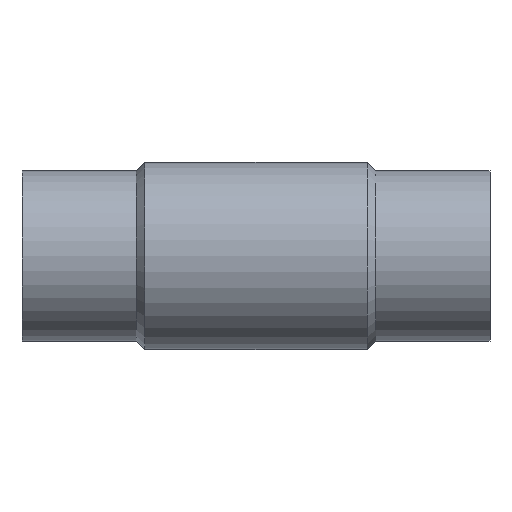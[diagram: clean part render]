
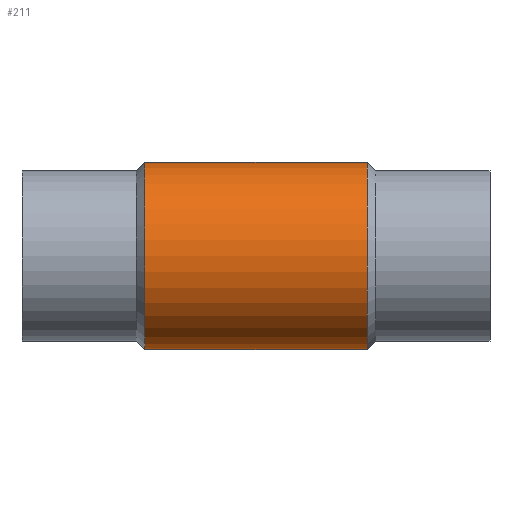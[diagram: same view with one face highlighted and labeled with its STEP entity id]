
A CAD part, top view. The second image highlights one B-rep face of the part: STEP entity #211.
In plain terms, the highlighted cylindrical face has radius 110 mm (diameter 220 mm), a full revolution.
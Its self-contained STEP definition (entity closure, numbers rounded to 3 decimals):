
#25=FACE_OUTER_BOUND('',#38,.T.);
#38=EDGE_LOOP('',(#149,#150,#151,#152,#153,#154,#155,#156,#157));
#56=B_SPLINE_CURVE_WITH_KNOTS('',3,(#416,#417,#418,#419,#420,#421,#422,
#423,#424,#425,#426,#427,#428,#429,#430,#431,#432,#433,#434,#435,#436,#437,
#438,#439,#440,#441,#442,#443,#444,#445,#446,#447,#448,#449),
 .UNSPECIFIED.,.F.,.F.,(4,2,2,2,2,2,2,2,2,2,2,2,2,2,2,2,4),(9.349,
10.515,11.681,12.847,14.014,15.185,
16.356,17.527,18.698,19.869,21.04,
22.211,23.382,24.549,25.715,26.881,
28.047),.UNSPECIFIED.);
#57=B_SPLINE_CURVE_WITH_KNOTS('',3,(#454,#455,#456,#457,#458,#459,#460,
#461,#462,#463,#464,#465,#466,#467,#468,#469,#470,#471),.UNSPECIFIED.,.F.,
 .F.,(4,2,2,2,2,2,2,2,4),(28.047,29.213,30.379,
31.545,32.712,33.883,35.054,36.225,
37.396),.UNSPECIFIED.);
#58=B_SPLINE_CURVE_WITH_KNOTS('',3,(#472,#473,#474,#475,#476,#477,#478,
#479,#480,#481,#482,#483,#484,#485,#486,#487,#488,#489),.UNSPECIFIED.,.F.,
 .F.,(4,2,2,2,2,2,2,2,4),(0.,1.171,2.342,3.513,
4.684,5.851,7.017,8.183,9.349),
 .UNSPECIFIED.);
#60=LINE('',#414,#72);
#61=LINE('',#451,#73);
#72=VECTOR('',#279,110.);
#73=VECTOR('',#280,110.);
#84=CIRCLE('',#246,110.);
#85=CIRCLE('',#247,110.);
#99=VERTEX_POINT('',#411);
#100=VERTEX_POINT('',#413);
#101=VERTEX_POINT('',#415);
#102=VERTEX_POINT('',#450);
#103=VERTEX_POINT('',#453);
#118=EDGE_CURVE('',#99,#99,#84,.T.);
#119=EDGE_CURVE('',#99,#100,#60,.T.);
#120=EDGE_CURVE('',#100,#101,#56,.T.);
#121=EDGE_CURVE('',#101,#102,#61,.T.);
#122=EDGE_CURVE('',#102,#102,#85,.T.);
#123=EDGE_CURVE('',#101,#103,#57,.T.);
#124=EDGE_CURVE('',#103,#100,#58,.T.);
#149=ORIENTED_EDGE('',*,*,#118,.F.);
#150=ORIENTED_EDGE('',*,*,#119,.T.);
#151=ORIENTED_EDGE('',*,*,#120,.T.);
#152=ORIENTED_EDGE('',*,*,#121,.T.);
#153=ORIENTED_EDGE('',*,*,#122,.T.);
#154=ORIENTED_EDGE('',*,*,#121,.F.);
#155=ORIENTED_EDGE('',*,*,#123,.T.);
#156=ORIENTED_EDGE('',*,*,#124,.T.);
#157=ORIENTED_EDGE('',*,*,#119,.F.);
#204=CYLINDRICAL_SURFACE('',#245,110.);
#211=ADVANCED_FACE('',(#25),#204,.T.);
#245=AXIS2_PLACEMENT_3D('',#410,#275,#276);
#246=AXIS2_PLACEMENT_3D('',#412,#277,#278);
#247=AXIS2_PLACEMENT_3D('',#452,#281,#282);
#275=DIRECTION('center_axis',(-1.,0.,0.));
#276=DIRECTION('ref_axis',(0.,0.,1.));
#277=DIRECTION('center_axis',(-1.,0.,0.));
#278=DIRECTION('ref_axis',(0.,0.,1.));
#279=DIRECTION('',(1.,0.,0.));
#280=DIRECTION('',(1.,0.,0.));
#281=DIRECTION('center_axis',(-1.,0.,0.));
#282=DIRECTION('ref_axis',(0.,0.,1.));
#410=CARTESIAN_POINT('Origin',(0.,0.,0.));
#411=CARTESIAN_POINT('',(-131.,0.,-110.));
#412=CARTESIAN_POINT('Origin',(-131.,0.,0.));
#413=CARTESIAN_POINT('',(-60.5,0.,-110.));
#414=CARTESIAN_POINT('',(0.,0.,-110.));
#415=CARTESIAN_POINT('',(60.5,0.,-110.));
#416=CARTESIAN_POINT('Ctrl Pts',(-60.5,0.,-110.));
#417=CARTESIAN_POINT('Ctrl Pts',(-60.5,-3.887,-110.));
#418=CARTESIAN_POINT('Ctrl Pts',(-60.119,-7.881,-109.789));
#419=CARTESIAN_POINT('Ctrl Pts',(-58.546,-15.773,-108.936));
#420=CARTESIAN_POINT('Ctrl Pts',(-57.354,-19.672,-108.293));
#421=CARTESIAN_POINT('Ctrl Pts',(-54.239,-27.104,-106.676));
#422=CARTESIAN_POINT('Ctrl Pts',(-52.313,-30.644,-105.701));
#423=CARTESIAN_POINT('Ctrl Pts',(-47.901,-37.165,-103.588));
#424=CARTESIAN_POINT('Ctrl Pts',(-45.414,-40.146,-102.452));
#425=CARTESIAN_POINT('Ctrl Pts',(-40.135,-45.425,-100.224));
#426=CARTESIAN_POINT('Ctrl Pts',(-37.148,-47.914,-99.047));
#427=CARTESIAN_POINT('Ctrl Pts',(-30.629,-52.322,-96.791));
#428=CARTESIAN_POINT('Ctrl Pts',(-27.097,-54.242,-95.713));
#429=CARTESIAN_POINT('Ctrl Pts',(-19.681,-57.35,-93.884));
#430=CARTESIAN_POINT('Ctrl Pts',(-15.791,-58.541,-93.133));
#431=CARTESIAN_POINT('Ctrl Pts',(-7.903,-60.116,-92.124));
#432=CARTESIAN_POINT('Ctrl Pts',(-3.904,-60.5,-91.868));
#433=CARTESIAN_POINT('Ctrl Pts',(3.904,-60.5,-91.868));
#434=CARTESIAN_POINT('Ctrl Pts',(7.903,-60.116,-92.124));
#435=CARTESIAN_POINT('Ctrl Pts',(15.791,-58.541,-93.133));
#436=CARTESIAN_POINT('Ctrl Pts',(19.681,-57.35,-93.884));
#437=CARTESIAN_POINT('Ctrl Pts',(27.097,-54.242,-95.713));
#438=CARTESIAN_POINT('Ctrl Pts',(30.629,-52.322,-96.791));
#439=CARTESIAN_POINT('Ctrl Pts',(37.148,-47.914,-99.047));
#440=CARTESIAN_POINT('Ctrl Pts',(40.135,-45.425,-100.224));
#441=CARTESIAN_POINT('Ctrl Pts',(45.414,-40.146,-102.452));
#442=CARTESIAN_POINT('Ctrl Pts',(47.901,-37.165,-103.588));
#443=CARTESIAN_POINT('Ctrl Pts',(52.313,-30.644,-105.701));
#444=CARTESIAN_POINT('Ctrl Pts',(54.239,-27.104,-106.676));
#445=CARTESIAN_POINT('Ctrl Pts',(57.354,-19.672,-108.293));
#446=CARTESIAN_POINT('Ctrl Pts',(58.546,-15.773,-108.936));
#447=CARTESIAN_POINT('Ctrl Pts',(60.119,-7.881,-109.789));
#448=CARTESIAN_POINT('Ctrl Pts',(60.5,-3.887,-110.));
#449=CARTESIAN_POINT('Ctrl Pts',(60.5,0.,-110.));
#450=CARTESIAN_POINT('',(131.,0.,-110.));
#451=CARTESIAN_POINT('',(0.,0.,-110.));
#452=CARTESIAN_POINT('Origin',(131.,0.,0.));
#453=CARTESIAN_POINT('',(0.,60.5,-91.868));
#454=CARTESIAN_POINT('Ctrl Pts',(60.5,0.,-110.));
#455=CARTESIAN_POINT('Ctrl Pts',(60.5,3.887,-110.));
#456=CARTESIAN_POINT('Ctrl Pts',(60.119,7.881,-109.789));
#457=CARTESIAN_POINT('Ctrl Pts',(58.546,15.773,-108.936));
#458=CARTESIAN_POINT('Ctrl Pts',(57.354,19.672,-108.293));
#459=CARTESIAN_POINT('Ctrl Pts',(54.239,27.104,-106.676));
#460=CARTESIAN_POINT('Ctrl Pts',(52.313,30.644,-105.701));
#461=CARTESIAN_POINT('Ctrl Pts',(47.901,37.165,-103.588));
#462=CARTESIAN_POINT('Ctrl Pts',(45.414,40.146,-102.452));
#463=CARTESIAN_POINT('Ctrl Pts',(40.135,45.425,-100.224));
#464=CARTESIAN_POINT('Ctrl Pts',(37.148,47.914,-99.047));
#465=CARTESIAN_POINT('Ctrl Pts',(30.629,52.322,-96.791));
#466=CARTESIAN_POINT('Ctrl Pts',(27.097,54.242,-95.713));
#467=CARTESIAN_POINT('Ctrl Pts',(19.681,57.35,-93.884));
#468=CARTESIAN_POINT('Ctrl Pts',(15.791,58.541,-93.133));
#469=CARTESIAN_POINT('Ctrl Pts',(7.903,60.116,-92.124));
#470=CARTESIAN_POINT('Ctrl Pts',(3.904,60.5,-91.868));
#471=CARTESIAN_POINT('Ctrl Pts',(0.,60.5,-91.868));
#472=CARTESIAN_POINT('Ctrl Pts',(0.,60.5,-91.868));
#473=CARTESIAN_POINT('Ctrl Pts',(-3.904,60.5,-91.868));
#474=CARTESIAN_POINT('Ctrl Pts',(-7.903,60.116,-92.124));
#475=CARTESIAN_POINT('Ctrl Pts',(-15.791,58.541,-93.133));
#476=CARTESIAN_POINT('Ctrl Pts',(-19.681,57.35,-93.884));
#477=CARTESIAN_POINT('Ctrl Pts',(-27.097,54.242,-95.713));
#478=CARTESIAN_POINT('Ctrl Pts',(-30.629,52.322,-96.791));
#479=CARTESIAN_POINT('Ctrl Pts',(-37.148,47.914,-99.047));
#480=CARTESIAN_POINT('Ctrl Pts',(-40.135,45.425,-100.224));
#481=CARTESIAN_POINT('Ctrl Pts',(-45.414,40.146,-102.452));
#482=CARTESIAN_POINT('Ctrl Pts',(-47.901,37.165,-103.588));
#483=CARTESIAN_POINT('Ctrl Pts',(-52.313,30.644,-105.701));
#484=CARTESIAN_POINT('Ctrl Pts',(-54.239,27.104,-106.676));
#485=CARTESIAN_POINT('Ctrl Pts',(-57.354,19.672,-108.293));
#486=CARTESIAN_POINT('Ctrl Pts',(-58.546,15.773,-108.936));
#487=CARTESIAN_POINT('Ctrl Pts',(-60.119,7.881,-109.789));
#488=CARTESIAN_POINT('Ctrl Pts',(-60.5,3.887,-110.));
#489=CARTESIAN_POINT('Ctrl Pts',(-60.5,0.,-110.));
